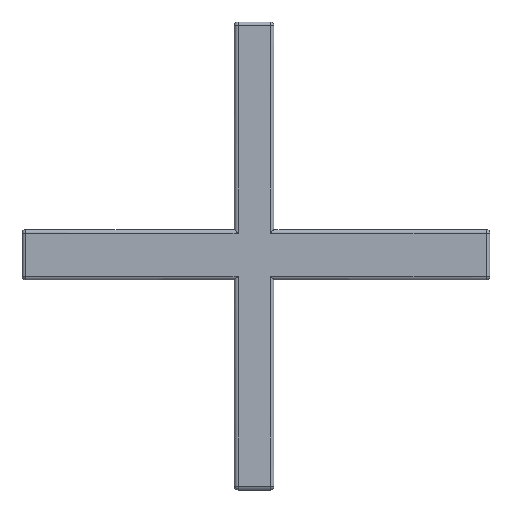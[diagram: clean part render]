
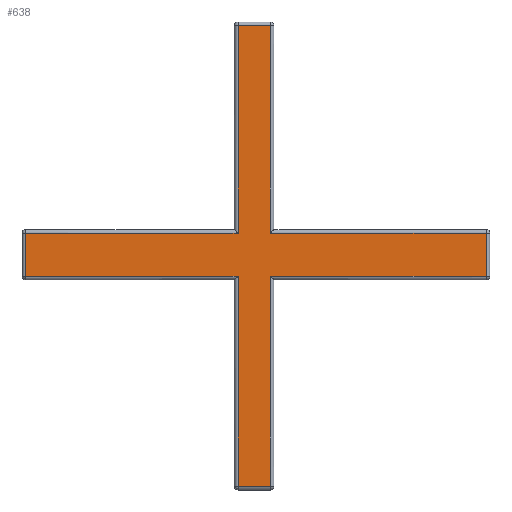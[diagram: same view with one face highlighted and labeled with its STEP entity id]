
A CAD part, top view. The second image highlights one B-rep face of the part: STEP entity #638.
In plain terms, the highlighted planar face has unit normal (0, 0, 1).
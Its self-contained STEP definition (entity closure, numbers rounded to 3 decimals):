
#535=CARTESIAN_POINT('',(0.,0.,15.));
#536=DIRECTION('',(0.,0.,1.));
#537=DIRECTION('',(1.,0.,0.));
#538=AXIS2_PLACEMENT_3D('',#535,#536,#537);
#539=PLANE('',#538);
#540=CARTESIAN_POINT('',(20.,24.7,15.));
#541=VERTEX_POINT('',#540);
#542=CARTESIAN_POINT('',(20.,7.4,15.));
#543=VERTEX_POINT('',#542);
#544=CARTESIAN_POINT('',(20.,24.7,15.));
#545=DIRECTION('',(0.,-1.,0.));
#546=VECTOR('',#545,17.3);
#547=LINE('',#544,#546);
#548=EDGE_CURVE('',#541,#543,#547,.T.);
#549=ORIENTED_EDGE('',*,*,#548,.T.);
#550=CARTESIAN_POINT('',(2.3,7.4,15.));
#551=VERTEX_POINT('',#550);
#552=CARTESIAN_POINT('',(20.,7.4,15.));
#553=DIRECTION('',(-1.,-0.,0.));
#554=VECTOR('',#553,17.7);
#555=LINE('',#552,#554);
#556=EDGE_CURVE('',#543,#551,#555,.T.);
#557=ORIENTED_EDGE('',*,*,#556,.T.);
#558=CARTESIAN_POINT('',(2.3,3.8,15.));
#559=VERTEX_POINT('',#558);
#560=CARTESIAN_POINT('',(2.3,7.4,15.));
#561=DIRECTION('',(0.,-1.,0.));
#562=VECTOR('',#561,3.6);
#563=LINE('',#560,#562);
#564=EDGE_CURVE('',#551,#559,#563,.T.);
#565=ORIENTED_EDGE('',*,*,#564,.T.);
#566=CARTESIAN_POINT('',(20.,3.8,15.));
#567=VERTEX_POINT('',#566);
#568=CARTESIAN_POINT('',(2.3,3.8,15.));
#569=DIRECTION('',(1.,0.,0.));
#570=VECTOR('',#569,17.7);
#571=LINE('',#568,#570);
#572=EDGE_CURVE('',#559,#567,#571,.T.);
#573=ORIENTED_EDGE('',*,*,#572,.T.);
#574=CARTESIAN_POINT('',(20.,-13.7,15.));
#575=VERTEX_POINT('',#574);
#576=CARTESIAN_POINT('',(20.,3.8,15.));
#577=DIRECTION('',(0.,-1.,0.));
#578=VECTOR('',#577,17.5);
#579=LINE('',#576,#578);
#580=EDGE_CURVE('',#567,#575,#579,.T.);
#581=ORIENTED_EDGE('',*,*,#580,.T.);
#582=CARTESIAN_POINT('',(22.7,-13.7,15.));
#583=VERTEX_POINT('',#582);
#584=CARTESIAN_POINT('',(20.,-13.7,15.));
#585=DIRECTION('',(1.,0.,0.));
#586=VECTOR('',#585,2.7);
#587=LINE('',#584,#586);
#588=EDGE_CURVE('',#575,#583,#587,.T.);
#589=ORIENTED_EDGE('',*,*,#588,.T.);
#590=CARTESIAN_POINT('',(22.7,3.8,15.));
#591=VERTEX_POINT('',#590);
#592=CARTESIAN_POINT('',(22.7,-13.7,15.));
#593=DIRECTION('',(0.,1.,0.));
#594=VECTOR('',#593,17.5);
#595=LINE('',#592,#594);
#596=EDGE_CURVE('',#583,#591,#595,.T.);
#597=ORIENTED_EDGE('',*,*,#596,.T.);
#598=CARTESIAN_POINT('',(40.7,3.8,15.));
#599=VERTEX_POINT('',#598);
#600=CARTESIAN_POINT('',(22.7,3.8,15.));
#601=DIRECTION('',(1.,0.,0.));
#602=VECTOR('',#601,18.);
#603=LINE('',#600,#602);
#604=EDGE_CURVE('',#591,#599,#603,.T.);
#605=ORIENTED_EDGE('',*,*,#604,.T.);
#606=CARTESIAN_POINT('',(40.7,7.4,15.));
#607=VERTEX_POINT('',#606);
#608=CARTESIAN_POINT('',(40.7,3.8,15.));
#609=DIRECTION('',(0.,1.,0.));
#610=VECTOR('',#609,3.6);
#611=LINE('',#608,#610);
#612=EDGE_CURVE('',#599,#607,#611,.T.);
#613=ORIENTED_EDGE('',*,*,#612,.T.);
#614=CARTESIAN_POINT('',(22.7,7.4,15.));
#615=VERTEX_POINT('',#614);
#616=CARTESIAN_POINT('',(40.7,7.4,15.));
#617=DIRECTION('',(-1.,-0.,0.));
#618=VECTOR('',#617,18.);
#619=LINE('',#616,#618);
#620=EDGE_CURVE('',#607,#615,#619,.T.);
#621=ORIENTED_EDGE('',*,*,#620,.T.);
#622=CARTESIAN_POINT('',(22.7,24.7,15.));
#623=VERTEX_POINT('',#622);
#624=CARTESIAN_POINT('',(22.7,7.4,15.));
#625=DIRECTION('',(0.,1.,0.));
#626=VECTOR('',#625,17.3);
#627=LINE('',#624,#626);
#628=EDGE_CURVE('',#615,#623,#627,.T.);
#629=ORIENTED_EDGE('',*,*,#628,.T.);
#630=CARTESIAN_POINT('',(22.7,24.7,15.));
#631=DIRECTION('',(-1.,-0.,0.));
#632=VECTOR('',#631,2.7);
#633=LINE('',#630,#632);
#634=EDGE_CURVE('',#623,#541,#633,.T.);
#635=ORIENTED_EDGE('',*,*,#634,.T.);
#636=EDGE_LOOP('',(#549,#557,#565,#573,#581,#589,#597,#605,#613,#621,#629,#635));
#637=FACE_BOUND('',#636,.T.);
#638=ADVANCED_FACE('',(#637),#539,.T.);
